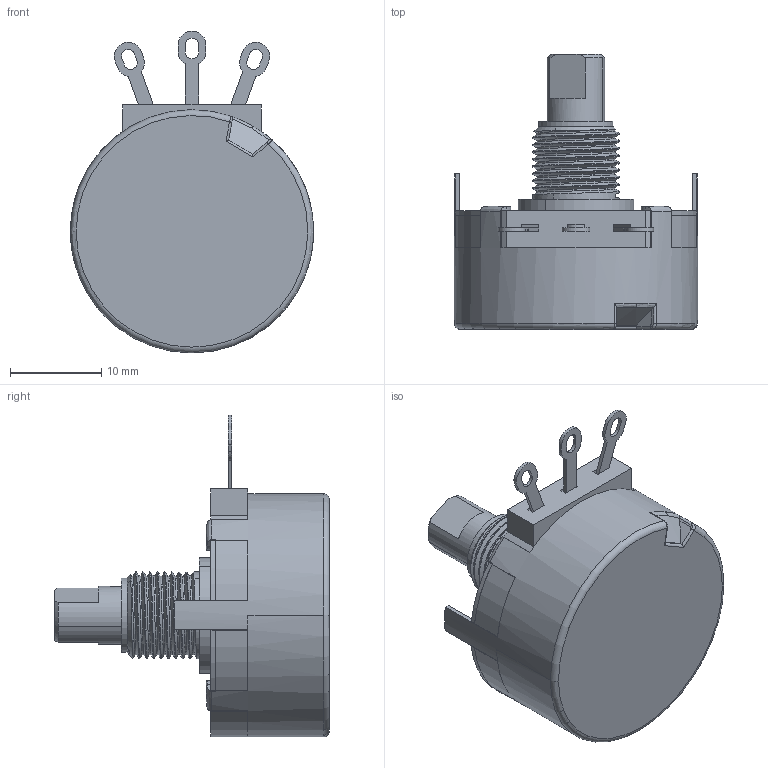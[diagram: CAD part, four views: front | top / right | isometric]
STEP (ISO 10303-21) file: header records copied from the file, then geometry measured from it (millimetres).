
FILE_DESCRIPTION((''),'2;1');
FILE_NAME('P270-261A_ASM','2022-03-30T08:35:34',('JVassar'),(''),'CREO PARAMETRIC BY PTC INC, 2018260','CREO PARAMETRIC BY PTC INC, 2018260','');
FILE_SCHEMA(('CONFIG_CONTROL_DESIGN'));
Length unit declared in the file: inch
Products named in the file (8): BM-112-1; BM-117; BM-116; BM-719; BM-115; BM-114-21; BM-118; P270-261A_ASM
Assembly tree (9 placements, depth 2):
  P270-261A_ASM
    BM-112-1
    BM-117
    BM-116
    BM-719
    BM-115  x3
    BM-114-21
    BM-118
Bounding box: 26.67 x 30.15 x 35.31 mm (x, y, z)
Volume: 3786.6 mm3; surface area: 7021.4 mm2
Topology: 9 solids, 9 shells, 285 faces, 776 edges, 510 vertices
Faces by surface type: plane 138, cylinder 110, bspline 29, cone 4, torus 2, extrusion 2
Entity records: 12353 total; most frequent: CARTESIAN_POINT 5804, ORIENTED_EDGE 1384, DIRECTION 1265, EDGE_CURVE 692, VERTEX_POINT 454, AXIS2_PLACEMENT_3D 429, VECTOR 407, LINE 405
